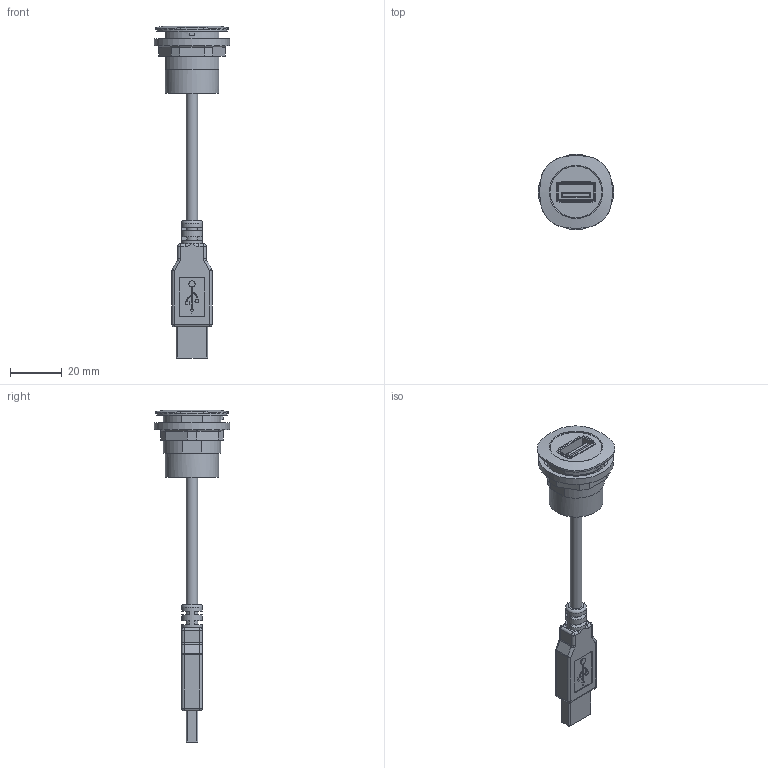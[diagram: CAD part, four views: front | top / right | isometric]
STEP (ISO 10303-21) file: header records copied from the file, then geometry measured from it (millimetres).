
FILE_DESCRIPTION(/* description */ (''),/* implementation_level */ '2;1');
FILE_NAME(/* name */ 'RQJ_USB_ipt.stp',/* time_stamp */ '2017-05-03T11:28:51+02:00',/* author */ ('ahoffmann'),/* organization */ (''),/* preprocessor_version */ 'ST-DEVELOPER v16.1',/* originating_system */ 'Autodesk Inventor 2016',/* authorisation */ '');
FILE_SCHEMA (('AUTOMOTIVE_DESIGN { 1 0 10303 214 3 1 1 }'));
Length unit declared in the file: centimetre
Products named in the file (1): RQJ_USB_vereinfacht
Bounding box: 29 x 29 x 128 mm (x, y, z)
Volume: 14394.9 mm3; surface area: 8855.7 mm2
Topology: 1 solids, 2 shells, 313 faces, 812 edges, 501 vertices
Faces by surface type: plane 179, cylinder 102, sphere 12, torus 11, cone 5, bspline 4
Full cylindrical faces by diameter (mm): 4.5 x1, 8 x1, 20.05 x1, 20.7 x1, 22.6 x1, 25.35 x1, 27.4 x1, 29 x1
Entity records: 9556 total; most frequent: CARTESIAN_POINT 1944, DIRECTION 1583, ORIENTED_EDGE 1556, EDGE_CURVE 778, LINE 545, VECTOR 545, AXIS2_PLACEMENT_3D 519, VERTEX_POINT 495
